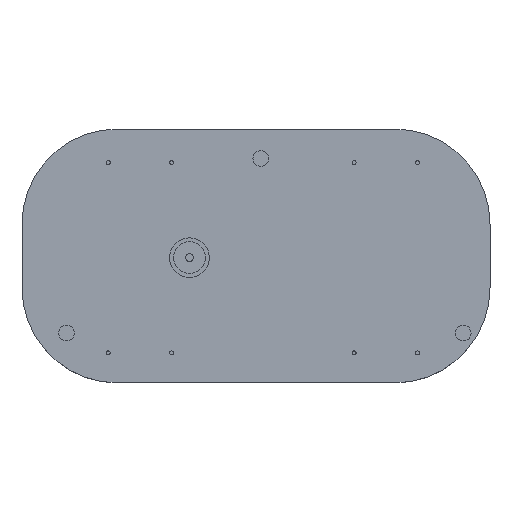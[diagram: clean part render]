
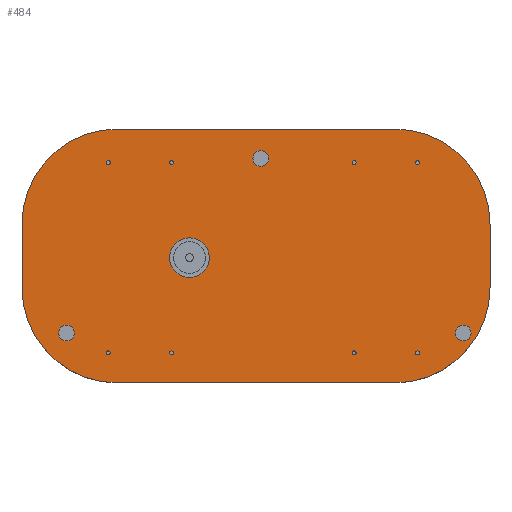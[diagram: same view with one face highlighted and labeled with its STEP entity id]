
A CAD part, top view. The second image highlights one B-rep face of the part: STEP entity #484.
In plain terms, the highlighted planar face has unit normal (0, 0, 1).
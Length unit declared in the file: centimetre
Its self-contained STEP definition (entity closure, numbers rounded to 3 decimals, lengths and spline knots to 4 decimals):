
#44=PLANE($,#573);
#80=FACE_OUTER_BOUND($,#132,.T.);
#132=EDGE_LOOP($,(#381,#382,#383,#384,#385,#386,#387,#388));
#197=LINE($,#859,#213);
#203=LINE($,#880,#219);
#205=LINE($,#886,#221);
#206=LINE($,#888,#222);
#213=VECTOR($,#664,3.5);
#219=VECTOR($,#684,3.5);
#221=VECTOR($,#690,0.8);
#222=VECTOR($,#693,0.8);
#226=CIRCLE($,#564,1.2);
#230=CIRCLE($,#571,1.2);
#231=CIRCLE($,#574,1.2);
#232=CIRCLE($,#575,1.2);
#263=VERTEX_POINT($,#849);
#264=VERTEX_POINT($,#851);
#266=VERTEX_POINT($,#857);
#272=VERTEX_POINT($,#873);
#273=VERTEX_POINT($,#875);
#274=VERTEX_POINT($,#879);
#275=VERTEX_POINT($,#883);
#276=VERTEX_POINT($,#885);
#307=EDGE_CURVE($,#263,#264,#226,.T.);
#311=EDGE_CURVE($,#263,#266,#197,.T.);
#319=EDGE_CURVE($,#272,#273,#230,.T.);
#321=EDGE_CURVE($,#274,#273,#203,.F.);
#323=EDGE_CURVE($,#275,#266,#231,.T.);
#324=EDGE_CURVE($,#275,#276,#205,.T.);
#325=EDGE_CURVE($,#274,#276,#232,.T.);
#326=EDGE_CURVE($,#272,#264,#206,.F.);
#381=ORIENTED_EDGE($,*,*,#307,.F.);
#382=ORIENTED_EDGE($,*,*,#311,.T.);
#383=ORIENTED_EDGE($,*,*,#323,.F.);
#384=ORIENTED_EDGE($,*,*,#324,.T.);
#385=ORIENTED_EDGE($,*,*,#325,.F.);
#386=ORIENTED_EDGE($,*,*,#321,.T.);
#387=ORIENTED_EDGE($,*,*,#319,.F.);
#388=ORIENTED_EDGE($,*,*,#326,.T.);
#484=ADVANCED_FACE($,(#80),#44,.T.);
#564=AXIS2_PLACEMENT_3D($,#852,#657,#658);
#571=AXIS2_PLACEMENT_3D($,#876,#679,#680);
#573=AXIS2_PLACEMENT_3D($,#882,#686,#687);
#574=AXIS2_PLACEMENT_3D($,#884,#688,#689);
#575=AXIS2_PLACEMENT_3D($,#887,#691,#692);
#657=DIRECTION('center_axis',(0.,0.,-1.));
#658=DIRECTION('ref_axis',(0.707,0.707,0.));
#664=DIRECTION($,(-1.,0.,0.));
#679=DIRECTION('center_axis',(0.,0.,-1.));
#680=DIRECTION('ref_axis',(0.707,-0.707,0.));
#684=DIRECTION($,(-1.,0.,0.));
#686=DIRECTION('center_axis',(0.,0.,1.));
#687=DIRECTION('ref_axis',(1.,0.,0.));
#688=DIRECTION('center_axis',(0.,0.,-1.));
#689=DIRECTION('ref_axis',(-0.707,0.707,0.));
#690=DIRECTION($,(0.,-1.,0.));
#691=DIRECTION('center_axis',(0.,0.,-1.));
#692=DIRECTION('ref_axis',(-0.707,-0.707,0.));
#693=DIRECTION($,(0.,-1.,0.));
#849=CARTESIAN_POINT('',(3.3,0.1,0.8));
#851=CARTESIAN_POINT('',(4.5,-1.1,0.8));
#852=CARTESIAN_POINT('Origin',(3.3,-1.1,0.8));
#857=CARTESIAN_POINT('',(-0.2,0.1,0.8));
#859=CARTESIAN_POINT($,(3.6571,0.1,0.8));
#873=CARTESIAN_POINT('',(4.5,-1.9,0.8));
#875=CARTESIAN_POINT('',(3.3,-3.1,0.8));
#876=CARTESIAN_POINT('Origin',(3.3,-1.9,0.8));
#879=CARTESIAN_POINT('',(-0.2,-3.1,0.8));
#880=CARTESIAN_POINT($,(3.6571,-3.1,0.8));
#882=CARTESIAN_POINT('Origin',(3.6571,-2.1303,0.8));
#883=CARTESIAN_POINT('',(-1.4,-1.1,0.8));
#884=CARTESIAN_POINT('Origin',(-0.2,-1.1,0.8));
#885=CARTESIAN_POINT('',(-1.4,-1.9,0.8));
#886=CARTESIAN_POINT($,(-1.4,-2.1303,0.8));
#887=CARTESIAN_POINT('Origin',(-0.2,-1.9,0.8));
#888=CARTESIAN_POINT($,(4.5,-2.1303,0.8));
